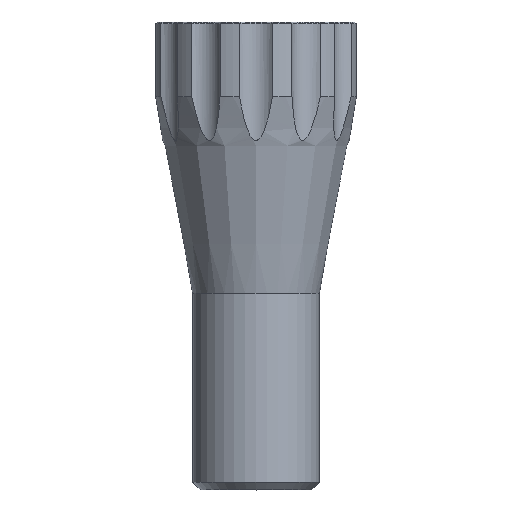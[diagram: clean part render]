
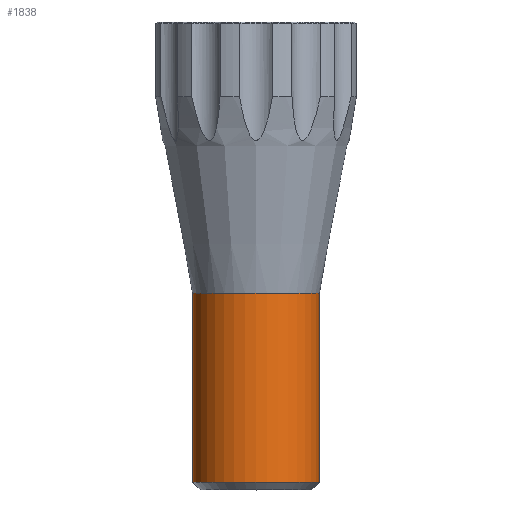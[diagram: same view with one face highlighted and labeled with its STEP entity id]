
A CAD part, top view. The second image highlights one B-rep face of the part: STEP entity #1838.
In plain terms, the highlighted cylindrical face has radius 8.5 mm (diameter 17 mm), a full revolution.
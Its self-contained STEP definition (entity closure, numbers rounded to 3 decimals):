
#109=FACE_OUTER_BOUND('',#220,.T.);
#220=EDGE_LOOP('',(#1311,#1312,#1313,#1314,#1315));
#437=CIRCLE('',#1970,8.5);
#438=CIRCLE('',#1971,8.5);
#439=CIRCLE('',#1973,8.5);
#555=LINE('',#5319,#633);
#633=VECTOR('',#2257,8.5);
#759=VERTEX_POINT('',#5312);
#760=VERTEX_POINT('',#5314);
#761=VERTEX_POINT('',#5318);
#981=EDGE_CURVE('',#759,#760,#437,.T.);
#982=EDGE_CURVE('',#760,#759,#438,.T.);
#983=EDGE_CURVE('',#760,#761,#555,.T.);
#984=EDGE_CURVE('',#761,#761,#439,.T.);
#1311=ORIENTED_EDGE('',*,*,#981,.F.);
#1312=ORIENTED_EDGE('',*,*,#982,.F.);
#1313=ORIENTED_EDGE('',*,*,#983,.T.);
#1314=ORIENTED_EDGE('',*,*,#984,.T.);
#1315=ORIENTED_EDGE('',*,*,#983,.F.);
#1767=CYLINDRICAL_SURFACE('',#1972,8.5);
#1838=ADVANCED_FACE('',(#109),#1767,.T.);
#1970=AXIS2_PLACEMENT_3D('',#5315,#2251,#2252);
#1971=AXIS2_PLACEMENT_3D('',#5316,#2253,#2254);
#1972=AXIS2_PLACEMENT_3D('',#5317,#2255,#2256);
#1973=AXIS2_PLACEMENT_3D('',#5320,#2258,#2259);
#2251=DIRECTION('center_axis',(0.,-1.,0.));
#2252=DIRECTION('ref_axis',(0.,0.,1.));
#2253=DIRECTION('center_axis',(0.,-1.,0.));
#2254=DIRECTION('ref_axis',(0.,0.,1.));
#2255=DIRECTION('center_axis',(0.,-1.,0.));
#2256=DIRECTION('ref_axis',(0.,0.,-1.));
#2257=DIRECTION('',(0.,1.,0.));
#2258=DIRECTION('center_axis',(0.,-1.,0.));
#2259=DIRECTION('ref_axis',(1.,0.,0.));
#5312=CARTESIAN_POINT('',(0.,1.,-8.5));
#5314=CARTESIAN_POINT('',(0.,1.,8.5));
#5315=CARTESIAN_POINT('Origin',(0.,1.,0.));
#5316=CARTESIAN_POINT('Origin',(0.,1.,0.));
#5317=CARTESIAN_POINT('Origin',(0.,13.185,0.));
#5318=CARTESIAN_POINT('',(0.,26.37,8.5));
#5319=CARTESIAN_POINT('',(0.,13.185,8.5));
#5320=CARTESIAN_POINT('Origin',(0.,26.37,0.));
